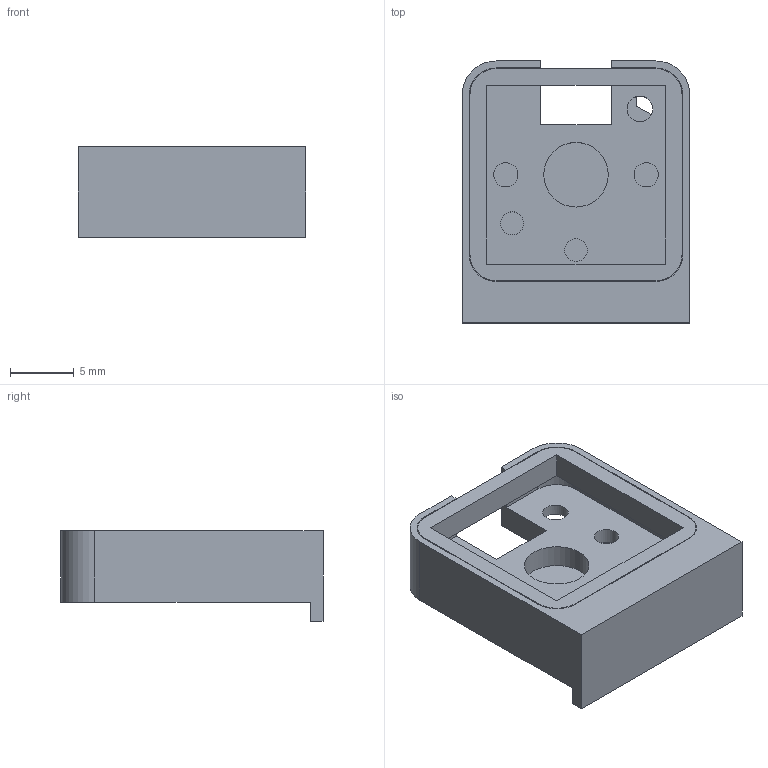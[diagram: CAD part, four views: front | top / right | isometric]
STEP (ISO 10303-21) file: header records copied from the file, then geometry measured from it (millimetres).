
FILE_DESCRIPTION(/* description */ (''),/* implementation_level */ '2;1');
FILE_NAME(/* name */ 'KeySwitch.step',/* time_stamp */ '2026-02-05T16:54:14+09:00',/* author */ (''),/* organization */ (''),/* preprocessor_version */ 'ST-DEVELOPER v20.1',/* originating_system */ 'Autodesk Translation Framework v14.21.0.0',/* authorisation */ '');
FILE_SCHEMA (('AUTOMOTIVE_DESIGN { 1 0 10303 214 3 1 1 }'));
Length unit declared in the file: millimetre
Products named in the file (3): KeySwitch; Case; SwitchPlate
Assembly tree (2 placements, depth 2):
  KeySwitch
    Case
    SwitchPlate
Bounding box: 17.8 x 20.5 x 7.1 mm (x, y, z)
Volume: 1059.9 mm3; surface area: 1852.1 mm2
Topology: 2 solids, 2 shells, 78 faces, 198 edges, 132 vertices
Faces by surface type: plane 62, cylinder 16
Full cylindrical faces by diameter (mm): 1.8 x2, 1.9 x2, 2 x1, 5.05 x1
Entity records: 2443 total; most frequent: CARTESIAN_POINT 413, DIRECTION 398, ORIENTED_EDGE 396, EDGE_CURVE 198, LINE 164, VECTOR 164, VERTEX_POINT 132, AXIS2_PLACEMENT_3D 117
